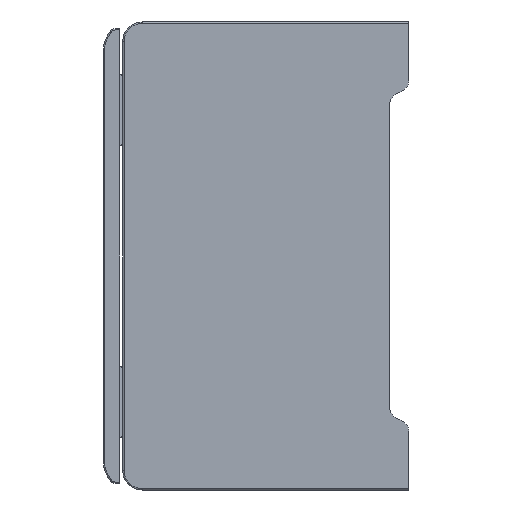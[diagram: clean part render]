
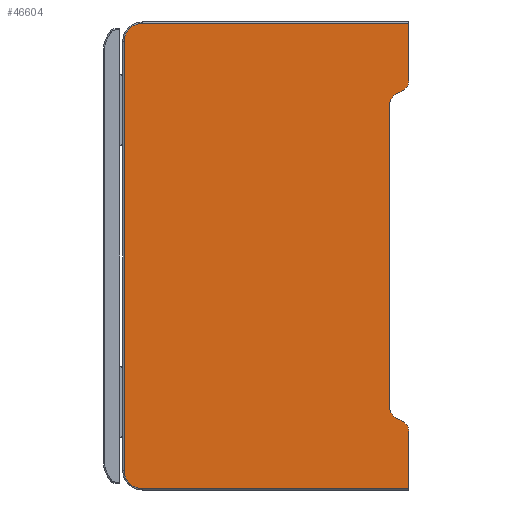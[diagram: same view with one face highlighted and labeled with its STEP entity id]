
A CAD part, left-side view. The second image highlights one B-rep face of the part: STEP entity #46604.
In plain terms, the highlighted planar face has unit normal (-1, 0, 0).
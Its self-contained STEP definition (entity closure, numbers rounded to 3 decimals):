
#10169=CARTESIAN_POINT('',(0.,1.,-12.887));
#10170=DIRECTION('',(1.,0.,0.));
#10171=DIRECTION('',(0.,1.,0.));
#10172=AXIS2_PLACEMENT_3D('',#10169,#10170,#10171);
#10174=DIRECTION('',(0.,0.,1.));
#10175=VECTOR('',#10174,46.226);
#10176=CARTESIAN_POINT('',(0.,3.,-59.113));
#10177=LINE('',#10176,#10175);
#10178=CARTESIAN_POINT('',(0.,1.,-59.113));
#10179=DIRECTION('',(1.,0.,0.));
#10180=DIRECTION('',(0.,0.5,-0.866));
#10181=AXIS2_PLACEMENT_3D('',#10178,#10179,#10180);
#10183=DIRECTION('',(0.,0.866,0.5));
#10184=VECTOR('',#10183,1.309);
#10185=CARTESIAN_POINT('',(0.,0.866,-61.5));
#10186=LINE('',#10185,#10184);
#10187=CARTESIAN_POINT('',(0.,1.732,-63.));
#10188=DIRECTION('',(1.,0.,0.));
#10189=DIRECTION('',(0.,-0.5,0.866));
#10190=AXIS2_PLACEMENT_3D('',#10187,#10188,#10189);
#10192=DIRECTION('',(0.,0.,-1.));
#10193=VECTOR('',#10192,8.8);
#10194=CARTESIAN_POINT('',(0.,0.,-63.));
#10195=LINE('',#10194,#10193);
#10196=DIRECTION('',(0.,1.,0.));
#10197=VECTOR('',#10196,41.);
#10198=CARTESIAN_POINT('',(0.,0.,-71.8));
#10199=LINE('',#10198,#10197);
#10200=CARTESIAN_POINT('',(0.,41.,-69.));
#10201=DIRECTION('',(1.,0.,0.));
#10202=DIRECTION('',(0.,0.,-1.));
#10203=AXIS2_PLACEMENT_3D('',#10200,#10201,#10202);
#10205=DIRECTION('',(0.,0.,1.));
#10206=VECTOR('',#10205,66.);
#10207=CARTESIAN_POINT('',(0.,43.8,-69.));
#10208=LINE('',#10207,#10206);
#10209=CARTESIAN_POINT('',(0.,41.,-3.));
#10210=DIRECTION('',(1.,0.,0.));
#10211=DIRECTION('',(0.,1.,0.));
#10212=AXIS2_PLACEMENT_3D('',#10209,#10210,#10211);
#10214=DIRECTION('',(0.,-1.,0.));
#10215=VECTOR('',#10214,41.);
#10216=CARTESIAN_POINT('',(0.,41.,-0.2));
#10217=LINE('',#10216,#10215);
#10218=DIRECTION('',(0.,0.,-1.));
#10219=VECTOR('',#10218,8.8);
#10220=CARTESIAN_POINT('',(0.,0.,-0.2));
#10221=LINE('',#10220,#10219);
#10222=CARTESIAN_POINT('',(0.,1.732,-9.));
#10223=DIRECTION('',(1.,0.,0.));
#10224=DIRECTION('',(0.,-1.,0.));
#10225=AXIS2_PLACEMENT_3D('',#10222,#10223,#10224);
#10227=DIRECTION('',(0.,-0.866,0.5));
#10228=VECTOR('',#10227,1.309);
#10229=CARTESIAN_POINT('',(0.,2.,-11.155));
#10230=LINE('',#10229,#10228);
#28116=CARTESIAN_POINT('',(0.,0.,-0.2));
#28118=VERTEX_POINT('',#28116);
#28119=CARTESIAN_POINT('',(0.,41.,-0.2));
#28120=VERTEX_POINT('',#28119);
#28125=CARTESIAN_POINT('',(0.,43.8,-3.));
#28126=VERTEX_POINT('',#28125);
#28129=CARTESIAN_POINT('',(0.,43.8,-69.));
#28130=VERTEX_POINT('',#28129);
#28133=CARTESIAN_POINT('',(0.,41.,-71.8));
#28134=VERTEX_POINT('',#28133);
#28135=CARTESIAN_POINT('',(0.,0.,-71.8));
#28137=VERTEX_POINT('',#28135);
#28979=CARTESIAN_POINT('',(0.,3.,-12.887));
#28980=CARTESIAN_POINT('',(0.,2.,-11.155));
#28981=VERTEX_POINT('',#28979);
#28982=VERTEX_POINT('',#28980);
#28983=CARTESIAN_POINT('',(0.,0.866,-10.5));
#28984=VERTEX_POINT('',#28983);
#28985=CARTESIAN_POINT('',(0.,0.,-9.));
#28986=VERTEX_POINT('',#28985);
#28987=CARTESIAN_POINT('',(0.,0.866,-61.5));
#28988=CARTESIAN_POINT('',(0.,0.,-63.));
#28989=VERTEX_POINT('',#28987);
#28990=VERTEX_POINT('',#28988);
#28991=CARTESIAN_POINT('',(0.,2.,-60.845));
#28992=VERTEX_POINT('',#28991);
#28993=CARTESIAN_POINT('',(0.,3.,-59.113));
#28994=VERTEX_POINT('',#28993);
#46578=CARTESIAN_POINT('',(0.,0.,-72.));
#46579=DIRECTION('',(-1.,0.,0.));
#46580=DIRECTION('',(0.,0.,1.));
#46581=AXIS2_PLACEMENT_3D('',#46578,#46579,#46580);
#46582=PLANE('',#46581);
#46583=ORIENTED_EDGE('',*,*,#46570,.F.);
#46584=ORIENTED_EDGE('',*,*,#46393,.F.);
#46585=ORIENTED_EDGE('',*,*,#46457,.F.);
#46586=ORIENTED_EDGE('',*,*,#46472,.F.);
#46587=ORIENTED_EDGE('',*,*,#46487,.T.);
#46588=ORIENTED_EDGE('',*,*,#46529,.T.);
#46590=ORIENTED_EDGE('',*,*,#46589,.T.);
#46592=ORIENTED_EDGE('',*,*,#46591,.T.);
#46594=ORIENTED_EDGE('',*,*,#46593,.T.);
#46596=ORIENTED_EDGE('',*,*,#46595,.T.);
#46598=ORIENTED_EDGE('',*,*,#46597,.T.);
#46599=ORIENTED_EDGE('',*,*,#46502,.T.);
#46600=ORIENTED_EDGE('',*,*,#46541,.T.);
#46601=ORIENTED_EDGE('',*,*,#46556,.F.);
#46602=EDGE_LOOP('',(#46583,#46584,#46585,#46586,#46587,#46588,#46590,#46592,
#46594,#46596,#46598,#46599,#46600,#46601));
#46603=FACE_OUTER_BOUND('',#46602,.F.);
#46604=ADVANCED_FACE('',(#46603),#46582,.T.);
#10173=CIRCLE('',#10172,2.);
#10182=CIRCLE('',#10181,2.);
#10191=CIRCLE('',#10190,1.732);
#10204=CIRCLE('',#10203,2.8);
#10213=CIRCLE('',#10212,2.8);
#10226=CIRCLE('',#10225,1.732);
#46393=EDGE_CURVE('',#28994,#28981,#10177,.T.);
#46457=EDGE_CURVE('',#28992,#28994,#10182,.T.);
#46472=EDGE_CURVE('',#28989,#28992,#10186,.T.);
#46487=EDGE_CURVE('',#28989,#28990,#10191,.T.);
#46502=EDGE_CURVE('',#28118,#28986,#10221,.T.);
#46529=EDGE_CURVE('',#28990,#28137,#10195,.T.);
#46541=EDGE_CURVE('',#28986,#28984,#10226,.T.);
#46556=EDGE_CURVE('',#28982,#28984,#10230,.T.);
#46570=EDGE_CURVE('',#28981,#28982,#10173,.T.);
#46589=EDGE_CURVE('',#28137,#28134,#10199,.T.);
#46591=EDGE_CURVE('',#28134,#28130,#10204,.T.);
#46593=EDGE_CURVE('',#28130,#28126,#10208,.T.);
#46595=EDGE_CURVE('',#28126,#28120,#10213,.T.);
#46597=EDGE_CURVE('',#28120,#28118,#10217,.T.);
